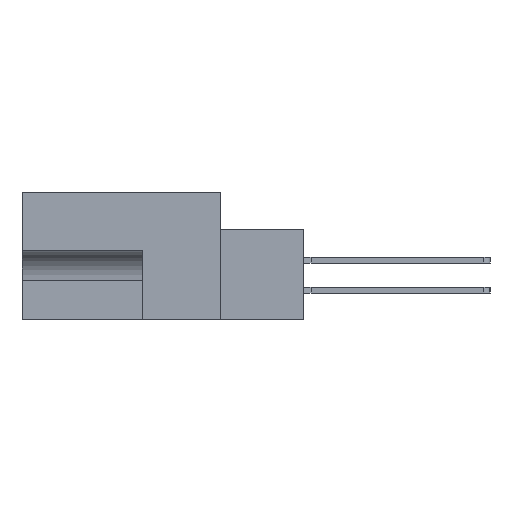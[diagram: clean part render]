
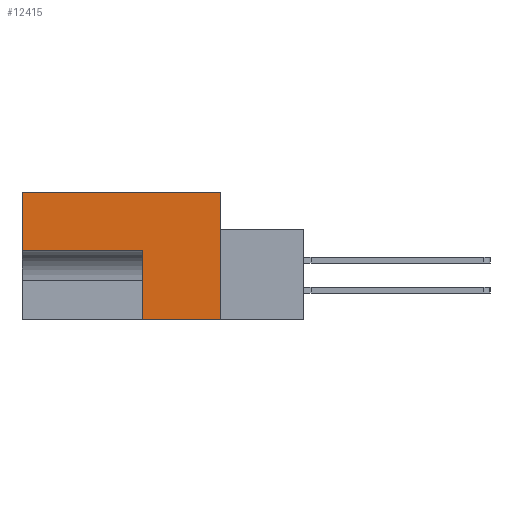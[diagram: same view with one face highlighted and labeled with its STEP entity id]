
A CAD part, left-side view. The second image highlights one B-rep face of the part: STEP entity #12415.
In plain terms, the highlighted planar face has unit normal (-1, 0, 0).
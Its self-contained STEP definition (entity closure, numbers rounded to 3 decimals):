
#2353 = VERTEX_POINT ( 'NONE', #11939 ) ;
#2379 = CARTESIAN_POINT ( 'NONE',  ( 0., 8.255, -13.487 ) ) ;
#2910 = DIRECTION ( 'NONE',  ( 1., 0., 0. ) ) ;
#3642 = ORIENTED_EDGE ( 'NONE', *, *, #34608, .F. ) ;
#5368 = VERTEX_POINT ( 'NONE', #25722 ) ;
#5581 = VECTOR ( 'NONE', #17570, 1000. ) ;
#8119 = VECTOR ( 'NONE', #25109, 1000. ) ;
#8667 = CARTESIAN_POINT ( 'NONE',  ( 0., 8.255, -6.172 ) ) ;
#9806 = DIRECTION ( 'NONE',  ( 0., 0., -1. ) ) ;
#10998 = DIRECTION ( 'NONE',  ( 0., 1., 0. ) ) ;
#11939 = CARTESIAN_POINT ( 'NONE',  ( 0., 20.955, -6.172 ) ) ;
#12415 = ADVANCED_FACE ( 'NONE', ( #18626 ), #17420, .F. ) ;
#13176 = LINE ( 'NONE', #27029, #15426 ) ;
#14066 = VECTOR ( 'NONE', #38910, 1000. ) ;
#14354 = CARTESIAN_POINT ( 'NONE',  ( 0., 0., 0. ) ) ;
#15082 = LINE ( 'NONE', #32234, #5581 ) ;
#15426 = VECTOR ( 'NONE', #41422, 1000. ) ;
#17127 = VERTEX_POINT ( 'NONE', #8667 ) ;
#17160 = CARTESIAN_POINT ( 'NONE',  ( 0., 20.955, 0. ) ) ;
#17420 = PLANE ( 'NONE',  #33814 ) ;
#17570 = DIRECTION ( 'NONE',  ( 0., 1., 0. ) ) ;
#17587 = LINE ( 'NONE', #18560, #8119 ) ;
#17762 = VECTOR ( 'NONE', #27208, 1000. ) ;
#18282 = ORIENTED_EDGE ( 'NONE', *, *, #38295, .F. ) ;
#18560 = CARTESIAN_POINT ( 'NONE',  ( 0., 11.506, 0. ) ) ;
#18626 = FACE_OUTER_BOUND ( 'NONE', #25951, .T. ) ;
#18914 = LINE ( 'NONE', #23762, #17762 ) ;
#20729 = EDGE_CURVE ( 'NONE', #17127, #2353, #15082, .T. ) ;
#20929 = LINE ( 'NONE', #36101, #24823 ) ;
#21011 = CARTESIAN_POINT ( 'NONE',  ( 0., 0., 0. ) ) ;
#22003 = CARTESIAN_POINT ( 'NONE',  ( 0., 0., 0. ) ) ;
#23762 = CARTESIAN_POINT ( 'NONE',  ( 0., 8.255, -13.487 ) ) ;
#24185 = VERTEX_POINT ( 'NONE', #17160 ) ;
#24708 = LINE ( 'NONE', #14354, #14066 ) ;
#24823 = VECTOR ( 'NONE', #10998, 1000. ) ;
#25109 = DIRECTION ( 'NONE',  ( 0., -1., 0. ) ) ;
#25722 = CARTESIAN_POINT ( 'NONE',  ( 0., 0., -13.487 ) ) ;
#25951 = EDGE_LOOP ( 'NONE', ( #3642, #39114, #18282, #41524, #26275, #34450 ) ) ;
#26275 = ORIENTED_EDGE ( 'NONE', *, *, #20729, .F. ) ;
#27029 = CARTESIAN_POINT ( 'NONE',  ( 0., 20.955, -13.487 ) ) ;
#27208 = DIRECTION ( 'NONE',  ( 0., 0., 1. ) ) ;
#32234 = CARTESIAN_POINT ( 'NONE',  ( 0., 8.255, -6.172 ) ) ;
#33814 = AXIS2_PLACEMENT_3D ( 'NONE', #21011, #2910, #9806 ) ;
#34450 = ORIENTED_EDGE ( 'NONE', *, *, #36194, .F. ) ;
#34608 = EDGE_CURVE ( 'NONE', #5368, #42885, #20929, .T. ) ;
#36101 = CARTESIAN_POINT ( 'NONE',  ( 0., -8.814, -13.487 ) ) ;
#36194 = EDGE_CURVE ( 'NONE', #42885, #17127, #18914, .T. ) ;
#37115 = EDGE_CURVE ( 'NONE', #2353, #24185, #13176, .T. ) ;
#38295 = EDGE_CURVE ( 'NONE', #24185, #39913, #17587, .T. ) ;
#38910 = DIRECTION ( 'NONE',  ( 0., 0., -1. ) ) ;
#39114 = ORIENTED_EDGE ( 'NONE', *, *, #39251, .F. ) ;
#39251 = EDGE_CURVE ( 'NONE', #39913, #5368, #24708, .T. ) ;
#39913 = VERTEX_POINT ( 'NONE', #22003 ) ;
#41422 = DIRECTION ( 'NONE',  ( 0., 0., 1. ) ) ;
#41524 = ORIENTED_EDGE ( 'NONE', *, *, #37115, .F. ) ;
#42885 = VERTEX_POINT ( 'NONE', #2379 ) ;
